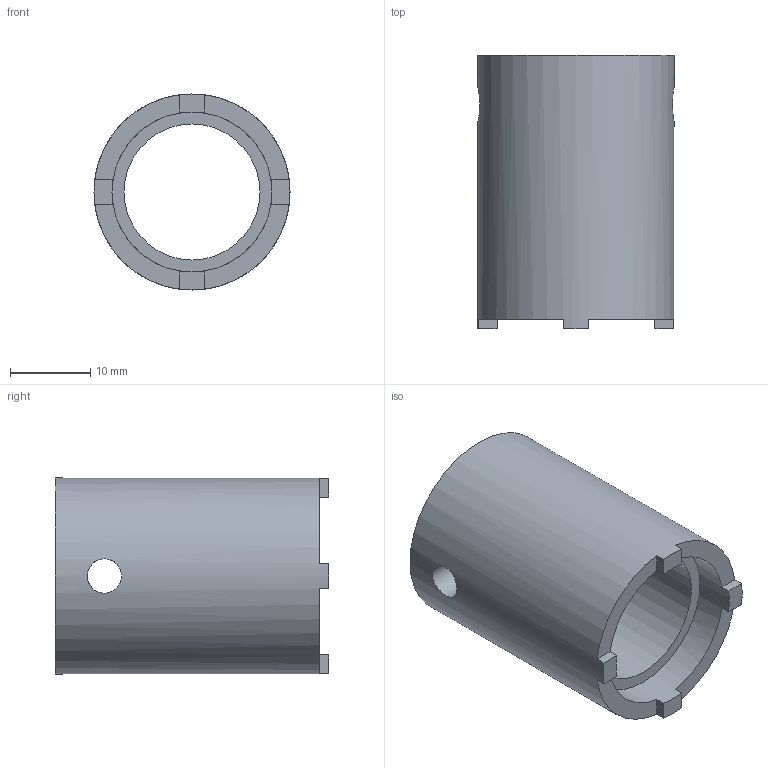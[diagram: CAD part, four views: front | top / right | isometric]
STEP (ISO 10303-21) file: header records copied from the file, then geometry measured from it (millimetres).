
FILE_DESCRIPTION(/* description */ (''),/* implementation_level */ '2;1');
FILE_NAME(/* name */ 'Cl pour bague d''U283.step',/* time_stamp */ '2023-07-02T10:09:39+02:00',/* author */ (''),/* organization */ (''),/* preprocessor_version */ 'ST-DEVELOPER v19.2',/* originating_system */ 'Autodesk Translation Framework v12.6.0.85',/* authorisation */ '');
FILE_SCHEMA (('AUTOMOTIVE_DESIGN { 1 0 10303 214 3 1 1 }'));
Length unit declared in the file: millimetre
Products named in the file (1): Clés de serrage des bagues de connecteurs
Bounding box: 24.5 x 34.2 x 24.5 mm (x, y, z)
Volume: 7643.5 mm3; surface area: 4925.7 mm2
Topology: 1 solids, 1 shells, 23 faces, 73 edges, 50 vertices
Faces by surface type: plane 18, cylinder 5
Full cylindrical faces by diameter (mm): 4.3 x2, 17 x1, 20 x1, 24.5 x1
Entity records: 982 total; most frequent: CARTESIAN_POINT 287, ORIENTED_EDGE 146, DIRECTION 131, EDGE_CURVE 73, VERTEX_POINT 50, AXIS2_PLACEMENT_3D 46, LINE 39, VECTOR 39
